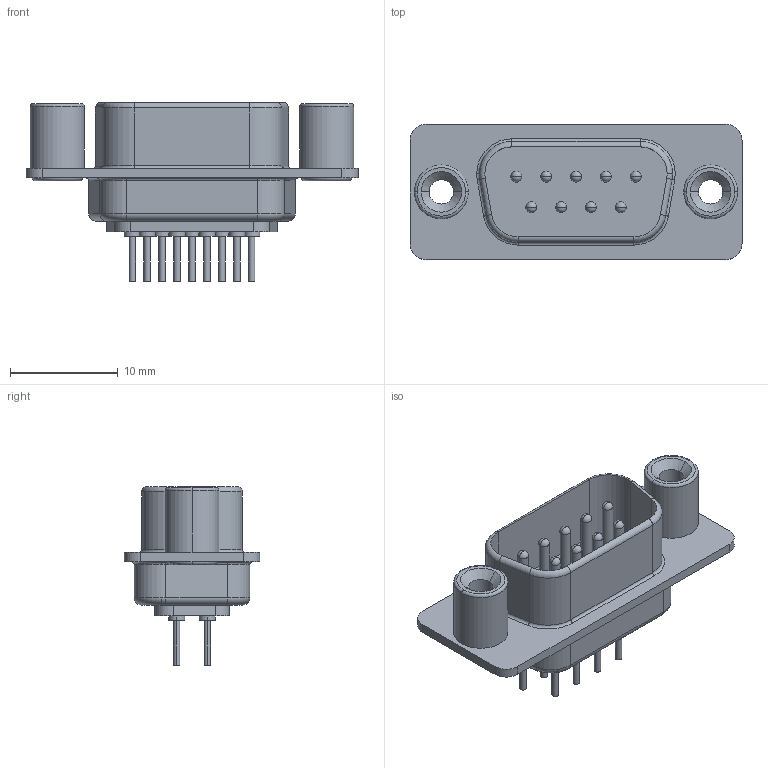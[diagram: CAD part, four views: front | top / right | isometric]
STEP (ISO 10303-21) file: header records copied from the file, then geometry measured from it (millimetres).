
FILE_DESCRIPTION (( 'STEP AP214' ), '1' );
FILE_NAME ('K85X-ED-9P-R_rA1.STEP', '2013-03-22T18:42:20', ( 'Daniel' ), ( 'Microsoft' ), 'SwSTEP 2.0', 'SolidWorks 2012', '' );
FILE_SCHEMA (( 'AUTOMOTIVE_DESIGN' ));
Length unit declared in the file: millimetre
Products named in the file (1): K85X-ED-9P-R_rA1
Bounding box: 30.81 x 12.55 x 16.6 mm (x, y, z)
Volume: 1513.9 mm3; surface area: 2166 mm2
Topology: 1 solids, 1 shells, 209 faces, 487 edges, 298 vertices
Faces by surface type: cylinder 106, plane 49, torus 32, sphere 18, cone 4
Entity records: 6357 total; most frequent: DIRECTION 1156, CARTESIAN_POINT 941, ORIENTED_EDGE 902, AXIS2_PLACEMENT_3D 495, EDGE_CURVE 451, CIRCLE 285, VERTEX_POINT 280, EDGE_LOOP 249
